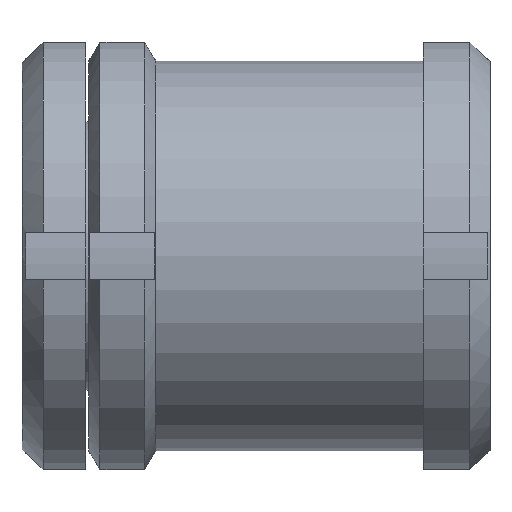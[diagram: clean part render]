
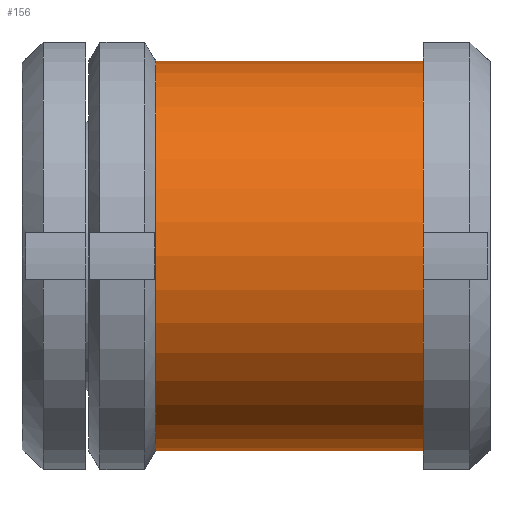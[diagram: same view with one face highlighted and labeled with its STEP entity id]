
A CAD part, left-side view. The second image highlights one B-rep face of the part: STEP entity #156.
In plain terms, the highlighted cylindrical face has radius 20.401 mm (diameter 40.802 mm), a full revolution.
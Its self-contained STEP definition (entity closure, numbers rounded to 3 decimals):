
#156 = ADVANCED_FACE( '', ( #352, #353 ), #354, .T. );
#352 = FACE_OUTER_BOUND( '', #591, .T. );
#353 = FACE_OUTER_BOUND( '', #592, .T. );
#354 = CYLINDRICAL_SURFACE( '', #593, 20.401 );
#591 = EDGE_LOOP( '', ( #1015 ) );
#592 = EDGE_LOOP( '', ( #1016 ) );
#593 = AXIS2_PLACEMENT_3D( '', #1017, #1018, #1019 );
#1015 = ORIENTED_EDGE( '', *, *, #1483, .T. );
#1016 = ORIENTED_EDGE( '', *, *, #1427, .F. );
#1017 = CARTESIAN_POINT( '', ( 0., 0., 0. ) );
#1018 = DIRECTION( '', ( 0., 1., 0. ) );
#1019 = DIRECTION( '', ( 0., 0., -1. ) );
#1427 = EDGE_CURVE( '', #1732, #1732, #1733, .T. );
#1483 = EDGE_CURVE( '', #1813, #1813, #1814, .T. );
#1732 = VERTEX_POINT( '', #2220 );
#1733 = CIRCLE( '', #2221, 20.401 );
#1813 = VERTEX_POINT( '', #2360 );
#1814 = CIRCLE( '', #2361, 20.401 );
#2220 = CARTESIAN_POINT( '', ( 0., 7., -20.401 ) );
#2221 = AXIS2_PLACEMENT_3D( '', #2650, #2651, #2652 );
#2360 = CARTESIAN_POINT( '', ( 0., 35.01, -20.401 ) );
#2361 = AXIS2_PLACEMENT_3D( '', #2709, #2710, #2711 );
#2650 = CARTESIAN_POINT( '', ( 0., 7., 0. ) );
#2651 = DIRECTION( '', ( 0., -1., 0. ) );
#2652 = DIRECTION( '', ( 0., 0., -1. ) );
#2709 = CARTESIAN_POINT( '', ( 0., 35.01, 0. ) );
#2710 = DIRECTION( '', ( 0., -1., 0. ) );
#2711 = DIRECTION( '', ( 0., 0., -1. ) );
